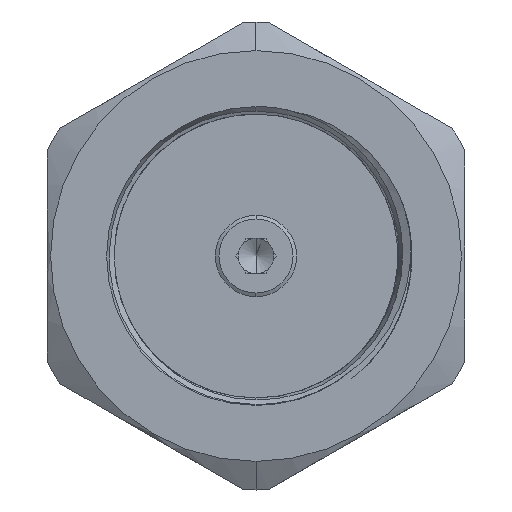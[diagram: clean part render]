
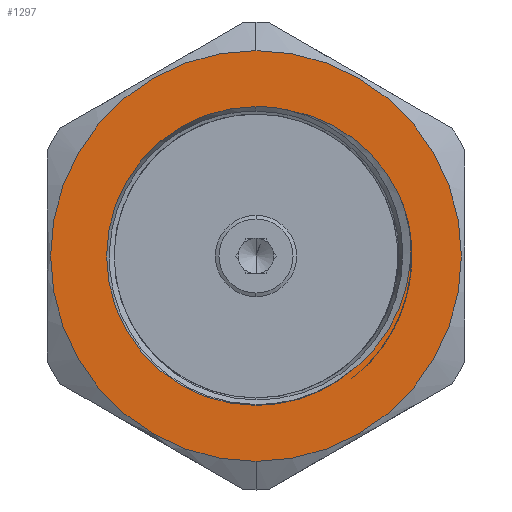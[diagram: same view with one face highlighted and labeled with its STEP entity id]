
A CAD part, left-side view. The second image highlights one B-rep face of the part: STEP entity #1297.
In plain terms, the highlighted planar face has unit normal (-1, 0, 0).
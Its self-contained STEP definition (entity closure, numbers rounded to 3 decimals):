
#214 = AXIS2_PLACEMENT_3D ( 'NONE', #7540, #5456, #23619 ) ;
#514 = ORIENTED_EDGE ( 'NONE', *, *, #3334, .F. ) ;
#761 = DIRECTION ( 'NONE',  ( -1., 0., 0. ) ) ;
#811 = CARTESIAN_POINT ( 'NONE',  ( -58., 0., -17.732 ) ) ;
#1046 = CARTESIAN_POINT ( 'NONE',  ( -58., 0., 17.732 ) ) ;
#1297 = ADVANCED_FACE ( 'NONE', ( #22006, #12998 ), #21284, .F. ) ;
#1305 = VERTEX_POINT ( 'NONE', #17367 ) ;
#2737 = CARTESIAN_POINT ( 'NONE',  ( -58., -13.342, -0.452 ) ) ;
#3169 = CARTESIAN_POINT ( 'NONE',  ( -58., -3.68, 12.421 ) ) ;
#3334 = EDGE_CURVE ( 'NONE', #21671, #11149, #22897, .T. ) ;
#3426 = CARTESIAN_POINT ( 'NONE',  ( -58., -7.528, 10.771 ) ) ;
#3511 = CARTESIAN_POINT ( 'NONE',  ( -58., -10.316, 8.391 ) ) ;
#3751 = AXIS2_PLACEMENT_3D ( 'NONE', #13048, #17200, #5286 ) ;
#4651 = CARTESIAN_POINT ( 'NONE',  ( -58., -13.327, 1.671 ) ) ;
#4751 = CIRCLE ( 'NONE', #214, 17.732 ) ;
#4921 = ORIENTED_EDGE ( 'NONE', *, *, #5884, .F. ) ;
#5286 = DIRECTION ( 'NONE',  ( 0., 0., -1. ) ) ;
#5304 = CARTESIAN_POINT ( 'NONE',  ( -58., -13.327, 1.671 ) ) ;
#5366 = CIRCLE ( 'NONE', #14912, 17.732 ) ;
#5434 = CARTESIAN_POINT ( 'NONE',  ( -58., -3.161, 12.54 ) ) ;
#5456 = DIRECTION ( 'NONE',  ( 1., 0., 0. ) ) ;
#5666 = ORIENTED_EDGE ( 'NONE', *, *, #19935, .F. ) ;
#5884 = EDGE_CURVE ( 'NONE', #18600, #1305, #25791, .T. ) ;
#6651 = CARTESIAN_POINT ( 'NONE',  ( -58., -9.442, -8.919 ) ) ;
#6743 = CARTESIAN_POINT ( 'NONE',  ( -58., -10.167, -8.155 ) ) ;
#7086 = EDGE_CURVE ( 'NONE', #11149, #19891, #7972, .T. ) ;
#7108 = ORIENTED_EDGE ( 'NONE', *, *, #7086, .F. ) ;
#7214 = DIRECTION ( 'NONE',  ( 0., 0., -1. ) ) ;
#7540 = CARTESIAN_POINT ( 'NONE',  ( -58., 0., 0. ) ) ;
#7757 = ORIENTED_EDGE ( 'NONE', *, *, #13531, .F. ) ;
#7962 = VERTEX_POINT ( 'NONE', #811 ) ;
#7972 = B_SPLINE_CURVE_WITH_KNOTS ( 'NONE', 3,
 ( #12941, #6651, #6743, #8577, #20642, #14677, #24490, #8837, #16577, #18631, #2737, #8744, #16670, #4651 ),
 .UNSPECIFIED., .F., .F.,
 ( 4, 2, 2, 2, 2, 2, 4 ),
 ( 0.017, 0.02, 0.023, 0.025, 0.026, 0.028, 0.03 ),
 .UNSPECIFIED. ) ;
#8347 = CARTESIAN_POINT ( 'NONE',  ( -58., 0., -12.899 ) ) ;
#8375 = CARTESIAN_POINT ( 'NONE',  ( -58., -12.337, 5.309 ) ) ;
#8577 = CARTESIAN_POINT ( 'NONE',  ( -58., -11.431, -6.437 ) ) ;
#8744 = CARTESIAN_POINT ( 'NONE',  ( -58., -13.382, 0.605 ) ) ;
#8748 = ORIENTED_EDGE ( 'NONE', *, *, #20351, .F. ) ;
#8837 = CARTESIAN_POINT ( 'NONE',  ( -58., -13.015, -2.529 ) ) ;
#9012 = B_SPLINE_CURVE_WITH_KNOTS ( 'NONE', 3,
 ( #25294, #19201, #19372, #23049, #19453, #17129, #19107, #23132, #11222, #23226 ),
 .UNSPECIFIED., .F., .F.,
 ( 4, 2, 2, 2, 4 ),
 ( 0., 0.001, 0.002, 0.003, 0.004 ),
 .UNSPECIFIED. ) ;
#9116 = CARTESIAN_POINT ( 'NONE',  ( -58., 0., 0. ) ) ;
#9261 = AXIS2_PLACEMENT_3D ( 'NONE', #20653, #761, #18723 ) ;
#9263 = CARTESIAN_POINT ( 'NONE',  ( -58., -2.64, 12.626 ) ) ;
#9374 = DIRECTION ( 'NONE',  ( 1., 0., 0. ) ) ;
#9946 = ORIENTED_EDGE ( 'NONE', *, *, #19163, .F. ) ;
#10168 = AXIS2_PLACEMENT_3D ( 'NONE', #9116, #13053, #7214 ) ;
#10766 = CARTESIAN_POINT ( 'NONE',  ( -58., -8.627, -9.589 ) ) ;
#11149 = VERTEX_POINT ( 'NONE', #10766 ) ;
#11177 = CARTESIAN_POINT ( 'NONE',  ( -58., -6.612, 11.302 ) ) ;
#11222 = CARTESIAN_POINT ( 'NONE',  ( -58., -12.474, 5.024 ) ) ;
#11355 = CARTESIAN_POINT ( 'NONE',  ( -58., -8.805, 9.846 ) ) ;
#12106 = CARTESIAN_POINT ( 'NONE',  ( -58., 0., 0. ) ) ;
#12167 = CARTESIAN_POINT ( 'NONE',  ( -58., 0., 12.899 ) ) ;
#12941 = CARTESIAN_POINT ( 'NONE',  ( -58., -8.627, -9.589 ) ) ;
#12984 = CIRCLE ( 'NONE', #10168, 12.899 ) ;
#12998 = FACE_OUTER_BOUND ( 'NONE', #24944, .T. ) ;
#13047 = CARTESIAN_POINT ( 'NONE',  ( -58., -18., 10.392 ) ) ;
#13048 = CARTESIAN_POINT ( 'NONE',  ( -58., 0., 0. ) ) ;
#13053 = DIRECTION ( 'NONE',  ( -1., 0., 0. ) ) ;
#13193 = CARTESIAN_POINT ( 'NONE',  ( -58., -5.18, 11.95 ) ) ;
#13365 = CARTESIAN_POINT ( 'NONE',  ( -58., -11.32, 7.158 ) ) ;
#13531 = EDGE_CURVE ( 'NONE', #1305, #15745, #12984, .T. ) ;
#14657 = CIRCLE ( 'NONE', #9261, 12.899 ) ;
#14677 = CARTESIAN_POINT ( 'NONE',  ( -58., -12.552, -4.055 ) ) ;
#14912 = AXIS2_PLACEMENT_3D ( 'NONE', #12106, #15852, #21842 ) ;
#15363 = CARTESIAN_POINT ( 'NONE',  ( -58., -11.88, 6.266 ) ) ;
#15745 = VERTEX_POINT ( 'NONE', #12167 ) ;
#15852 = DIRECTION ( 'NONE',  ( 1., 0., 0. ) ) ;
#16353 = ORIENTED_EDGE ( 'NONE', *, *, #18047, .F. ) ;
#16577 = CARTESIAN_POINT ( 'NONE',  ( -58., -13.128, -2.014 ) ) ;
#16670 = CARTESIAN_POINT ( 'NONE',  ( -58., -13.371, 1.139 ) ) ;
#17087 = CARTESIAN_POINT ( 'NONE',  ( -58., -12.337, 5.309 ) ) ;
#17129 = CARTESIAN_POINT ( 'NONE',  ( -58., -12.902, 3.836 ) ) ;
#17175 = CARTESIAN_POINT ( 'NONE',  ( -58., -9.203, 9.507 ) ) ;
#17200 = DIRECTION ( 'NONE',  ( -1., 0., 0. ) ) ;
#17342 = CARTESIAN_POINT ( 'NONE',  ( -58., -4.688, 12.127 ) ) ;
#17367 = CARTESIAN_POINT ( 'NONE',  ( -58., -2.64, 12.626 ) ) ;
#18047 = EDGE_CURVE ( 'NONE', #7962, #23936, #4751, .T. ) ;
#18600 = VERTEX_POINT ( 'NONE', #8375 ) ;
#18631 = CARTESIAN_POINT ( 'NONE',  ( -58., -13.291, -0.975 ) ) ;
#18723 = DIRECTION ( 'NONE',  ( 0., 0., -1. ) ) ;
#19107 = CARTESIAN_POINT ( 'NONE',  ( -58., -12.806, 4.137 ) ) ;
#19163 = EDGE_CURVE ( 'NONE', #23936, #7962, #5366, .T. ) ;
#19201 = CARTESIAN_POINT ( 'NONE',  ( -58., -13.301, 1.985 ) ) ;
#19372 = CARTESIAN_POINT ( 'NONE',  ( -58., -13.254, 2.298 ) ) ;
#19453 = CARTESIAN_POINT ( 'NONE',  ( -58., -13.067, 3.227 ) ) ;
#19554 = AXIS2_PLACEMENT_3D ( 'NONE', #13047, #9374, #23292 ) ;
#19891 = VERTEX_POINT ( 'NONE', #5304 ) ;
#19935 = EDGE_CURVE ( 'NONE', #19891, #18600, #9012, .T. ) ;
#20351 = EDGE_CURVE ( 'NONE', #15745, #21671, #14657, .T. ) ;
#20581 = EDGE_LOOP ( 'NONE', ( #4921, #5666, #7108, #514, #8748, #7757 ) ) ;
#20642 = CARTESIAN_POINT ( 'NONE',  ( -58., -11.944, -5.517 ) ) ;
#20653 = CARTESIAN_POINT ( 'NONE',  ( -58., 0., 0. ) ) ;
#21284 = PLANE ( 'NONE',  #19554 ) ;
#21671 = VERTEX_POINT ( 'NONE', #8347 ) ;
#21842 = DIRECTION ( 'NONE',  ( 0., 0., -1. ) ) ;
#22006 = FACE_BOUND ( 'NONE', #20581, .T. ) ;
#22897 = CIRCLE ( 'NONE', #3751, 12.899 ) ;
#23005 = CARTESIAN_POINT ( 'NONE',  ( -58., -9.958, 8.78 ) ) ;
#23049 = CARTESIAN_POINT ( 'NONE',  ( -58., -13.138, 2.919 ) ) ;
#23093 = CARTESIAN_POINT ( 'NONE',  ( -58., -7.969, 10.478 ) ) ;
#23132 = CARTESIAN_POINT ( 'NONE',  ( -58., -12.592, 4.731 ) ) ;
#23226 = CARTESIAN_POINT ( 'NONE',  ( -58., -12.337, 5.309 ) ) ;
#23292 = DIRECTION ( 'NONE',  ( 0., 0., -1. ) ) ;
#23619 = DIRECTION ( 'NONE',  ( 0., 0., -1. ) ) ;
#23936 = VERTEX_POINT ( 'NONE', #1046 ) ;
#24490 = CARTESIAN_POINT ( 'NONE',  ( -58., -12.728, -3.55 ) ) ;
#24944 = EDGE_LOOP ( 'NONE', ( #16353, #9946 ) ) ;
#25003 = CARTESIAN_POINT ( 'NONE',  ( -58., -6.142, 11.537 ) ) ;
#25294 = CARTESIAN_POINT ( 'NONE',  ( -58., -13.327, 1.671 ) ) ;
#25791 = B_SPLINE_CURVE_WITH_KNOTS ( 'NONE', 3,
 ( #17087, #15363, #13365, #3511, #23005, #17175, #11355, #23093, #3426, #11177, #25003, #13193, #17342, #3169, #5434, #9263 ),
 .UNSPECIFIED., .F., .F.,
 ( 4, 2, 2, 2, 2, 2, 2, 4 ),
 ( 0., 0.003, 0.005, 0.006, 0.008, 0.009, 0.011, 0.013 ),
 .UNSPECIFIED. ) ;
